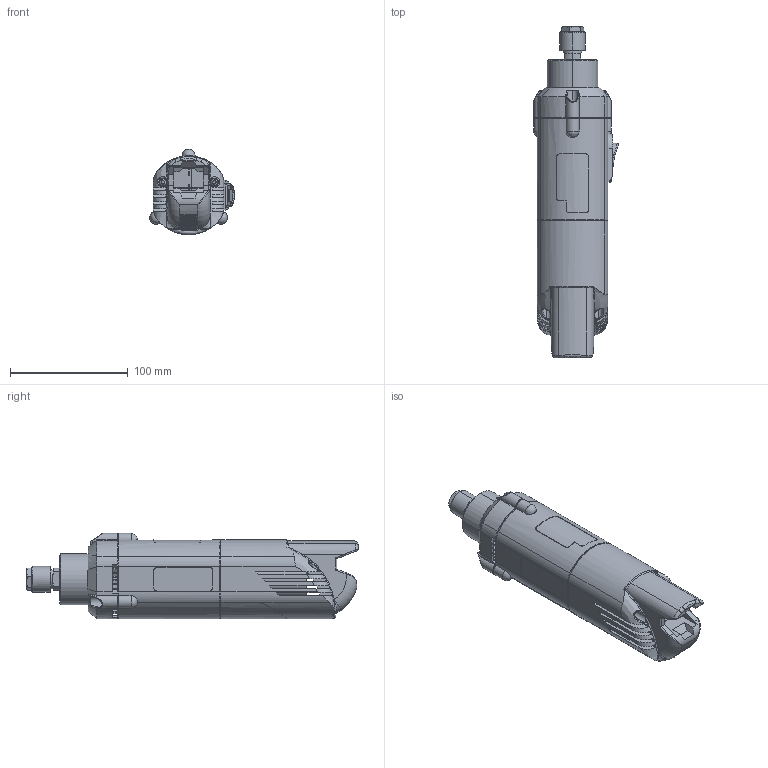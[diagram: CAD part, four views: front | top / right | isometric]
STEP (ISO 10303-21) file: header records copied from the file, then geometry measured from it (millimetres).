
FILE_DESCRIPTION(('CATIA V5 STEP Exchange'),'2;1');
FILE_NAME('Kress 1050 FME.stp','2017-04-21T14:54:59+00:00',('none'),('none'),'CATIA Version 5-6 Release 2014','CATIA V5 STEP AP203','none');
FILE_SCHEMA(('CONFIG_CONTROL_DESIGN'));
Length unit declared in the file: millimetre
Products named in the file (1): Kress 1050 FME
Bounding box: 71.8 x 282.2 x 72.5 mm (x, y, z)
Volume: 769475.1 mm3; surface area: 108239.3 mm2
Topology: 14 solids, 15 shells, 904 faces, 2459 edges, 1579 vertices
Faces by surface type: plane 479, cylinder 270, bspline 84, torus 41, cone 15, revolution 9, sphere 6
Entity records: 33407 total; most frequent: CARTESIAN_POINT 16298, ORIENTED_EDGE 4908, EDGE_CURVE 2454, B_SPLINE_CURVE_WITH_KNOTS 2058, DIRECTION 1631, VERTEX_POINT 1579, EDGE_LOOP 917, ADVANCED_FACE 904
